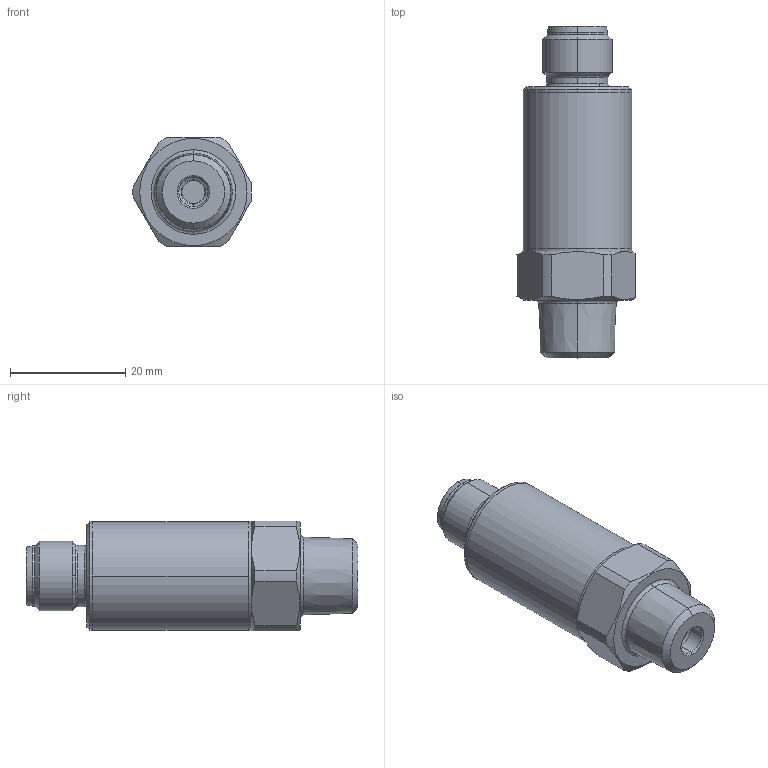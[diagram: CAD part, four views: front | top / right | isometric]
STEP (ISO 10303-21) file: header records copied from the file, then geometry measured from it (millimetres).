
FILE_DESCRIPTION (( 'STEP AP214' ), '1' );
FILE_NAME ('825X.XX.XX.19.32.STEP', '2017-06-27T04:45:06', ( 'upgadmin' ), ( 'Hewlett-Packard Company' ), 'SwSTEP 2.0', 'SolidWorks 2016', '' );
FILE_SCHEMA (( 'AUTOMOTIVE_DESIGN' ));
Length unit declared in the file: millimetre
Products named in the file (8): C23589; C21542_defeatured; C24154_19_C24154; C23589_4-pol; M12x1_4P_32; 825X.XX.XX.19.32; C24154_19
Assembly tree (4 placements, depth 3):
  C23589
  825X.XX.XX.19.32
    C21542_defeatured
    C24154_19_C24154
    M12x1_4P_32
      C23589_4-pol
  C21542_defeatured
  C24154_19
Bounding box: 20.5 x 57.55 x 19 mm (x, y, z)
Volume: 13091.5 mm3; surface area: 6247.1 mm2
Topology: 3 solids, 5 shells, 396 faces, 1039 edges, 647 vertices
Faces by surface type: cylinder 144, plane 126, cone 77, bspline 39, torus 10
Entity records: 14432 total; most frequent: CARTESIAN_POINT 4716, ORIENTED_EDGE 2054, DIRECTION 1951, EDGE_CURVE 1027, AXIS2_PLACEMENT_3D 773, VERTEX_POINT 647, EDGE_LOOP 424, CIRCLE 407
